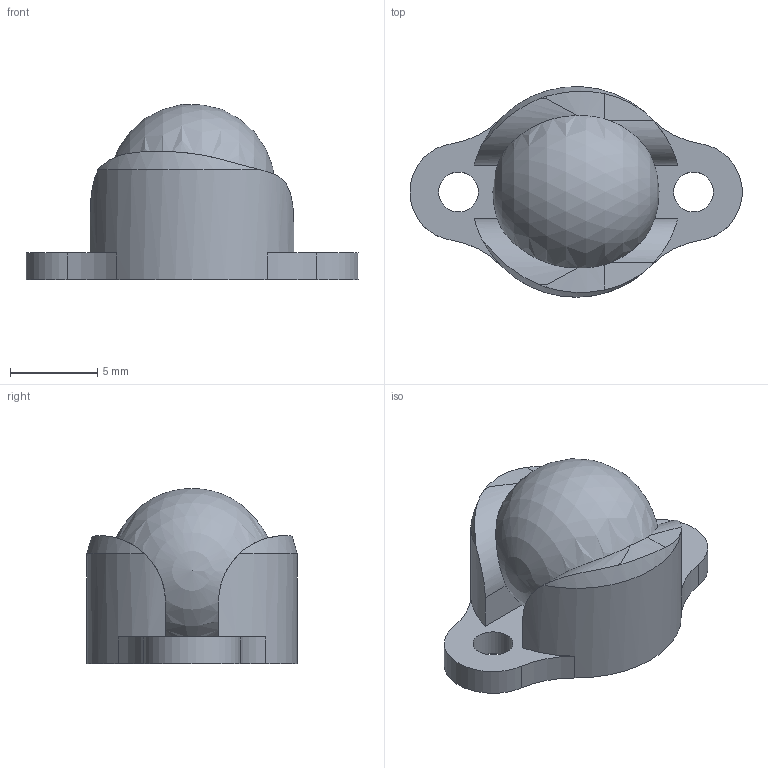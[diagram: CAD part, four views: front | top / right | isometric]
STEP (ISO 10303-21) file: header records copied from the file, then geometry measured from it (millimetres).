
FILE_DESCRIPTION(/* description */ (''),/* implementation_level */ '2;1');
FILE_NAME(/* name */ 'Pololu ball caster.step',/* time_stamp */ '2023-10-22T19:16:03+02:00',/* author */ (''),/* organization */ (''),/* preprocessor_version */ 'ST-DEVELOPER v20',/* originating_system */ 'Autodesk Translation Framework v12.9.0.99',/* authorisation */ '');
FILE_SCHEMA (('AUTOMOTIVE_DESIGN { 1 0 10303 214 3 1 1 }'));
Length unit declared in the file: millimetre
Products named in the file (1): Pololu3/8InchBallCaster
Bounding box: 19.03 x 12.06 x 10.03 mm (x, y, z)
Volume: 853 mm3; surface area: 684.3 mm2
Topology: 1 solids, 1 shells, 387 faces, 1051 edges, 701 vertices
Faces by surface type: plane 206, bspline 159, cylinder 18, sphere 2, cone 2
Full cylindrical faces by diameter (mm): 2.286 x2, 5.715 x1
Entity records: 18039 total; most frequent: CARTESIAN_POINT 8946, ORIENTED_EDGE 2098, DIRECTION 1222, EDGE_CURVE 1049, VERTEX_POINT 701, LINE 668, VECTOR 668, EDGE_LOOP 428
